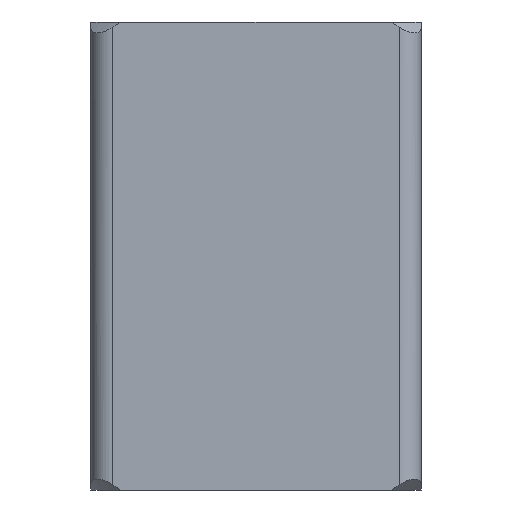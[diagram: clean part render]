
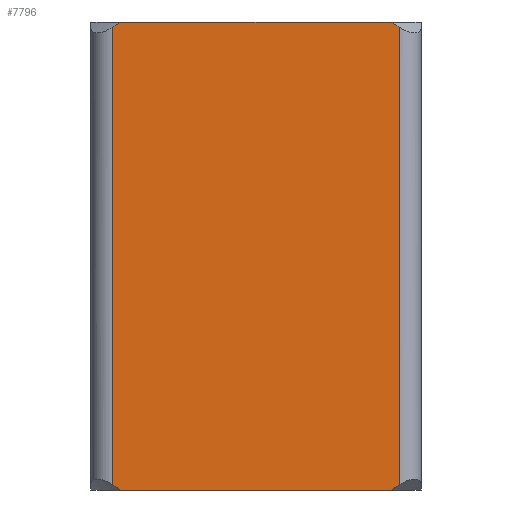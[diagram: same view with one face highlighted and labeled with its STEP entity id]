
A CAD part, left-side view. The second image highlights one B-rep face of the part: STEP entity #7796.
In plain terms, the highlighted planar face has unit normal (-1, 0, 0).
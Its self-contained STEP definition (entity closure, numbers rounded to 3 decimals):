
#68 = CARTESIAN_POINT ( 'NONE',  ( -30., -24.558, -42.5 ) ) ;
#115 = B_SPLINE_CURVE_WITH_KNOTS ( 'NONE', 3,
 ( #9926, #2701, #913, #7744 ),
 .UNSPECIFIED., .F., .F.,
 ( 4, 4 ),
 ( 0.04, 0.042 ),
 .UNSPECIFIED. ) ;
#196 = EDGE_CURVE ( 'NONE', #2928, #8993, #2598, .T. ) ;
#202 = DIRECTION ( 'NONE',  ( 0., 1., 0. ) ) ;
#268 = CARTESIAN_POINT ( 'NONE',  ( -30., 30., 42.5 ) ) ;
#526 = EDGE_LOOP ( 'NONE', ( #1802, #8162, #6648, #3253, #7758, #11338, #1663, #8890 ) ) ;
#913 = CARTESIAN_POINT ( 'NONE',  ( -30., 25.041, -42.194 ) ) ;
#1135 = CARTESIAN_POINT ( 'NONE',  ( -30., -24.558, -42.5 ) ) ;
#1250 = CARTESIAN_POINT ( 'NONE',  ( -30., -25.522, -41.884 ) ) ;
#1325 = FACE_OUTER_BOUND ( 'NONE', #526, .T. ) ;
#1663 = ORIENTED_EDGE ( 'NONE', *, *, #3655, .F. ) ;
#1802 = ORIENTED_EDGE ( 'NONE', *, *, #4709, .T. ) ;
#2131 = AXIS2_PLACEMENT_3D ( 'NONE', #268, #8165, #202 ) ;
#2153 = LINE ( 'NONE', #10099, #7248 ) ;
#2218 = DIRECTION ( 'NONE',  ( 0., -1., 0. ) ) ;
#2320 = CARTESIAN_POINT ( 'NONE',  ( -30., -26., -41.571 ) ) ;
#2598 = B_SPLINE_CURVE_WITH_KNOTS ( 'NONE', 3,
 ( #68, #10177, #1250, #2320 ),
 .UNSPECIFIED., .F., .F.,
 ( 4, 4 ),
 ( 0.095, 0.096 ),
 .UNSPECIFIED. ) ;
#2701 = CARTESIAN_POINT ( 'NONE',  ( -30., 25.522, -41.884 ) ) ;
#2810 = VERTEX_POINT ( 'NONE', #5987 ) ;
#2921 = LINE ( 'NONE', #6183, #7492 ) ;
#2928 = VERTEX_POINT ( 'NONE', #1135 ) ;
#3180 = CARTESIAN_POINT ( 'NONE',  ( -30., -24.558, 42.5 ) ) ;
#3253 = ORIENTED_EDGE ( 'NONE', *, *, #196, .T. ) ;
#3655 = EDGE_CURVE ( 'NONE', #6856, #7188, #2153, .T. ) ;
#3767 = DIRECTION ( 'NONE',  ( 0., 0., -1. ) ) ;
#4156 = CARTESIAN_POINT ( 'NONE',  ( -30., 24.558, -42.5 ) ) ;
#4709 = EDGE_CURVE ( 'NONE', #7937, #10325, #8888, .T. ) ;
#5212 = CARTESIAN_POINT ( 'NONE',  ( -30., 25.041, 42.194 ) ) ;
#5272 = CARTESIAN_POINT ( 'NONE',  ( -30., 24.558, 42.5 ) ) ;
#5308 = VECTOR ( 'NONE', #11666, 1000. ) ;
#5634 = CARTESIAN_POINT ( 'NONE',  ( -30., 24.558, 42.5 ) ) ;
#5775 = VERTEX_POINT ( 'NONE', #4156 ) ;
#5987 = CARTESIAN_POINT ( 'NONE',  ( -30., -26., 41.571 ) ) ;
#6088 = CARTESIAN_POINT ( 'NONE',  ( -30., 26., 41.571 ) ) ;
#6180 = CARTESIAN_POINT ( 'NONE',  ( -30., -25.522, 41.884 ) ) ;
#6183 = CARTESIAN_POINT ( 'NONE',  ( -30., -26., 42.5 ) ) ;
#6513 = CARTESIAN_POINT ( 'NONE',  ( -30., 30., -42.5 ) ) ;
#6648 = ORIENTED_EDGE ( 'NONE', *, *, #7908, .T. ) ;
#6748 = B_SPLINE_CURVE_WITH_KNOTS ( 'NONE', 3,
 ( #7175, #6180, #12217, #3180 ),
 .UNSPECIFIED., .F., .F.,
 ( 4, 4 ),
 ( 0.04, 0.042 ),
 .UNSPECIFIED. ) ;
#6856 = VERTEX_POINT ( 'NONE', #5634 ) ;
#7175 = CARTESIAN_POINT ( 'NONE',  ( -30., -26., 41.571 ) ) ;
#7178 = VECTOR ( 'NONE', #3767, 1000. ) ;
#7188 = VERTEX_POINT ( 'NONE', #10157 ) ;
#7248 = VECTOR ( 'NONE', #2218, 1000. ) ;
#7492 = VECTOR ( 'NONE', #10011, 1000. ) ;
#7744 = CARTESIAN_POINT ( 'NONE',  ( -30., 24.558, -42.5 ) ) ;
#7758 = ORIENTED_EDGE ( 'NONE', *, *, #9853, .T. ) ;
#7796 = ADVANCED_FACE ( 'NONE', ( #1325 ), #12353, .F. ) ;
#7868 = CARTESIAN_POINT ( 'NONE',  ( -30., -26., -41.571 ) ) ;
#7908 = EDGE_CURVE ( 'NONE', #5775, #2928, #12662, .T. ) ;
#7937 = VERTEX_POINT ( 'NONE', #10160 ) ;
#7962 = CARTESIAN_POINT ( 'NONE',  ( -30., 26., 42.5 ) ) ;
#7982 = B_SPLINE_CURVE_WITH_KNOTS ( 'NONE', 3,
 ( #5272, #5212, #12320, #6088 ),
 .UNSPECIFIED., .F., .F.,
 ( 4, 4 ),
 ( 0.095, 0.096 ),
 .UNSPECIFIED. ) ;
#8162 = ORIENTED_EDGE ( 'NONE', *, *, #8967, .T. ) ;
#8165 = DIRECTION ( 'NONE',  ( 1., 0., 0. ) ) ;
#8888 = LINE ( 'NONE', #7962, #7178 ) ;
#8890 = ORIENTED_EDGE ( 'NONE', *, *, #12446, .T. ) ;
#8967 = EDGE_CURVE ( 'NONE', #10325, #5775, #115, .T. ) ;
#8993 = VERTEX_POINT ( 'NONE', #7868 ) ;
#9853 = EDGE_CURVE ( 'NONE', #8993, #2810, #2921, .T. ) ;
#9926 = CARTESIAN_POINT ( 'NONE',  ( -30., 26., -41.571 ) ) ;
#10011 = DIRECTION ( 'NONE',  ( 0., 0., 1. ) ) ;
#10099 = CARTESIAN_POINT ( 'NONE',  ( -30., 30., 42.5 ) ) ;
#10157 = CARTESIAN_POINT ( 'NONE',  ( -30., -24.558, 42.5 ) ) ;
#10160 = CARTESIAN_POINT ( 'NONE',  ( -30., 26., 41.571 ) ) ;
#10177 = CARTESIAN_POINT ( 'NONE',  ( -30., -25.041, -42.194 ) ) ;
#10325 = VERTEX_POINT ( 'NONE', #11373 ) ;
#11338 = ORIENTED_EDGE ( 'NONE', *, *, #12057, .T. ) ;
#11373 = CARTESIAN_POINT ( 'NONE',  ( -30., 26., -41.571 ) ) ;
#11666 = DIRECTION ( 'NONE',  ( 0., -1., 0. ) ) ;
#12057 = EDGE_CURVE ( 'NONE', #2810, #7188, #6748, .T. ) ;
#12217 = CARTESIAN_POINT ( 'NONE',  ( -30., -25.041, 42.194 ) ) ;
#12320 = CARTESIAN_POINT ( 'NONE',  ( -30., 25.522, 41.884 ) ) ;
#12353 = PLANE ( 'NONE',  #2131 ) ;
#12446 = EDGE_CURVE ( 'NONE', #6856, #7937, #7982, .T. ) ;
#12662 = LINE ( 'NONE', #6513, #5308 ) ;
